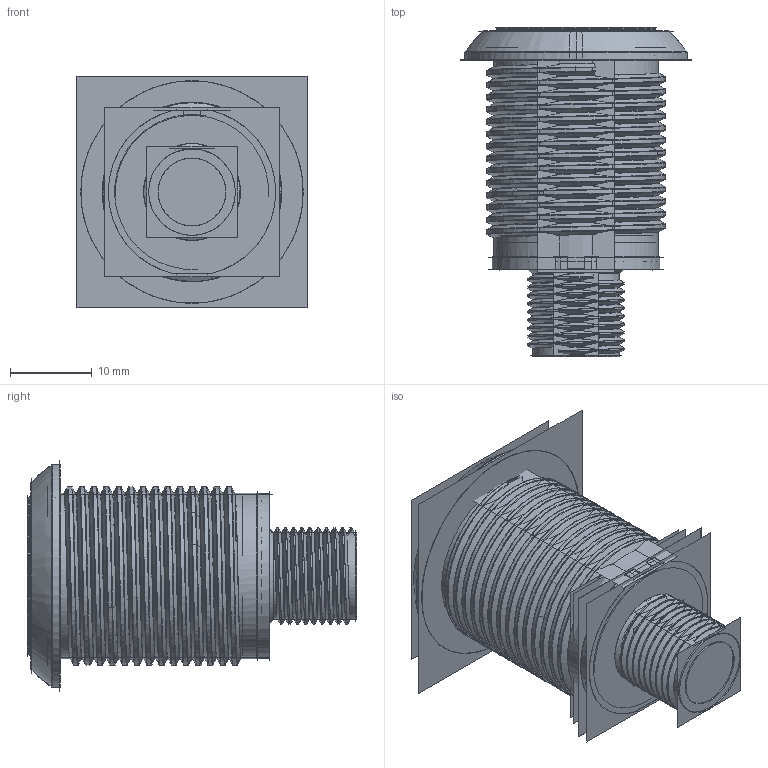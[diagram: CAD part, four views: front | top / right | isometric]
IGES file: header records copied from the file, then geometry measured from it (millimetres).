
Start section:  PTC IGES file: 202738.igs
Global section: file name: 202738.igs; native system: Creo Parametric by PTC Inc.; preprocessor: 2016260; author: pdmadmin; organization: Unknown; date: 20171102.110033; units: millimetre
Bounding box: 28.34 x 40.35 x 28.34 mm (x, y, z)
Volume: 5008.7 mm3; surface area: 107261.6 mm2
Topology: 8 solids, 8 shells, 872 faces, 4226 edges, 5289 vertices
Faces by surface type: bspline 440, revolution 432
